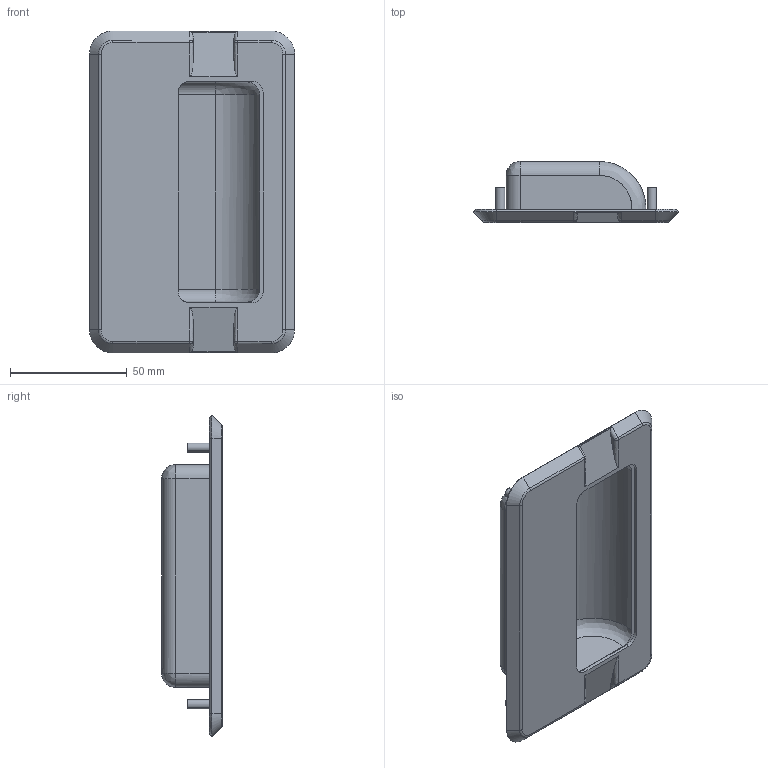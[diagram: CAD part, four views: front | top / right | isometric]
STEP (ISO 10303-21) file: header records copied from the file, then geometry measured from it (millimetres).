
FILE_DESCRIPTION((''),'2;1');
FILE_NAME('','2006-01-17T11:33:52',(''),(''),'','CADfix','');
FILE_SCHEMA(('AUTOMOTIVE_DESIGN'));
Length unit declared in the file: millimetre
Products named in the file (4): bolt; cover; base; THA_425_1_610_36
Assembly tree (6 placements, depth 2):
  THA_425_1_610_36
    bolt  x4
    cover
    base
Bounding box: 88 x 26 x 138 mm (x, y, z)
Volume: 22811.6 mm3; surface area: 52741.8 mm2
Topology: 6 solids, 6 shells, 417 faces, 1088 edges, 672 vertices
Faces by surface type: bspline 417
Entity records: 16089 total; most frequent: CARTESIAN_POINT 10530, ORIENTED_EDGE 1828, EDGE_CURVE 914, VERTEX_POINT 564, QUASI_UNIFORM_CURVE 432, B_SPLINE_CURVE_WITH_KNOTS 414, EDGE_LOOP 386, FACE_OUTER_BOUND 366
